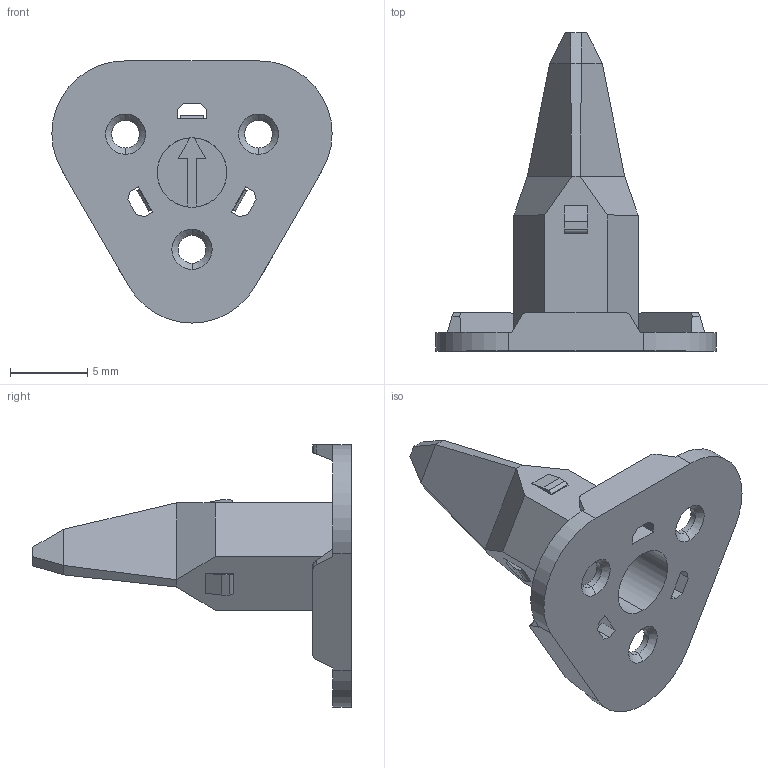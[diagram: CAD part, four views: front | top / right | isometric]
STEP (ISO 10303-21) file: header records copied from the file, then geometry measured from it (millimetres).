
FILE_DESCRIPTION((''),'2;1');
FILE_NAME('AW3S','2014-11-03T',('Orion.Li'),(''),'PRO/ENGINEER BY PARAMETRIC TECHNOLOGY CORPORATION, 2013230','PRO/ENGINEER BY PARAMETRIC TECHNOLOGY CORPORATION, 2013230','');
FILE_SCHEMA(('CONFIG_CONTROL_DESIGN'));
Length unit declared in the file: millimetre
Products named in the file (1): AW3S
Bounding box: 18.12 x 20.6 x 16.95 mm (x, y, z)
Volume: 641.4 mm3; surface area: 1031.2 mm2
Topology: 1 solids, 1 shells, 116 faces, 318 edges, 206 vertices
Faces by surface type: plane 87, cylinder 23, cone 6
Entity records: 3693 total; most frequent: CARTESIAN_POINT 655, ORIENTED_EDGE 636, DIRECTION 594, EDGE_CURVE 318, VECTOR 262, LINE 262, VERTEX_POINT 206, AXIS2_PLACEMENT_3D 166
